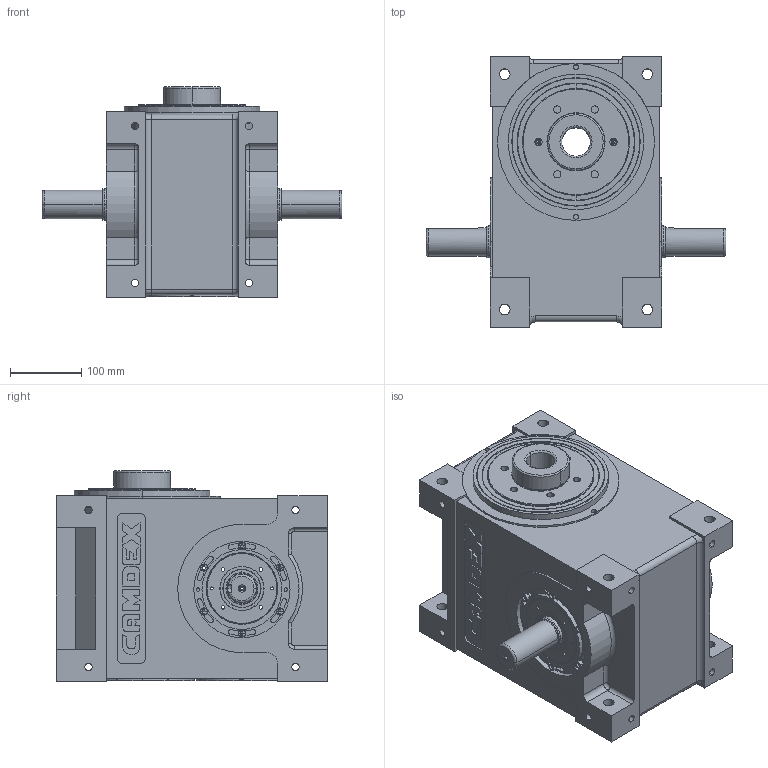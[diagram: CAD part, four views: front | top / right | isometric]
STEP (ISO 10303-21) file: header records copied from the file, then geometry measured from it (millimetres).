
FILE_DESCRIPTION (( 'STEP AP203' ), '1' );
FILE_NAME ('140DFH-OUT.STEP', '2017-07-15T06:38:50', ( '' ), ( '' ), 'SwSTEP 2.0', 'SolidWorks 2015', '' );
FILE_SCHEMA (( 'CONFIG_CONTROL_DESIGN' ));
Length unit declared in the file: millimetre
Products named in the file (1): 140DFH-OUT
Bounding box: 420 x 380 x 295 mm (x, y, z)
Surface area: 757662.3 mm2 (no closed solid volume)
Topology: 0 solids, 61 shells, 949 faces, 2653 edges, 1707 vertices
Faces by surface type: plane 431, cylinder 327, torus 101, cone 78, bspline 12
Entity records: 30703 total; most frequent: CARTESIAN_POINT 5914, DIRECTION 5487, ORIENTED_EDGE 4601, EDGE_CURVE 2611, AXIS2_PLACEMENT_3D 1982, VERTEX_POINT 1707, VECTOR 1523, LINE 1523
